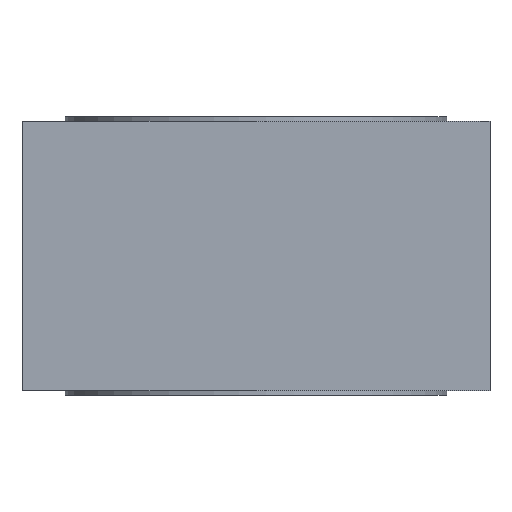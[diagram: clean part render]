
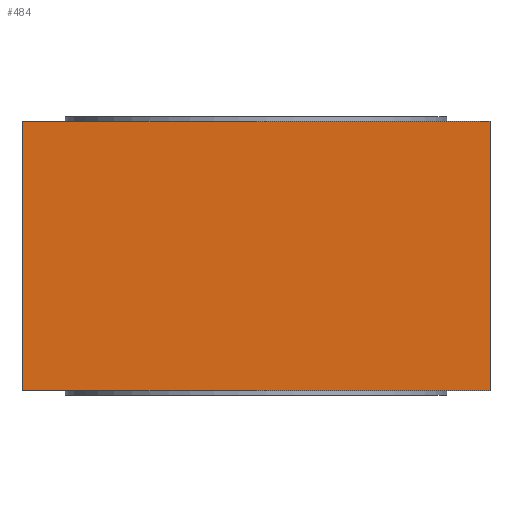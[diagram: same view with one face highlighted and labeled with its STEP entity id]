
A CAD part, front view. The second image highlights one B-rep face of the part: STEP entity #484.
In plain terms, the highlighted free-form (B-spline) face has degree [1, 1] with [2, 2] control points.
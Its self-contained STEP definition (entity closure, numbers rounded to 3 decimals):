
#399 = VERTEX_POINT('',#400);
#400 = CARTESIAN_POINT('',(11.434,-11.434,6.575
    ));
#405 = EDGE_CURVE('',#406,#399,#408,.T.);
#406 = VERTEX_POINT('',#407);
#407 = CARTESIAN_POINT('',(11.434,-11.434,
    -6.575));
#408 = B_SPLINE_CURVE_WITH_KNOTS('',1,(#409,#410),.UNSPECIFIED.,.F.,.F.,
  (2,2),(0.,11.5),.PIECEWISE_BEZIER_KNOTS.);
#409 = CARTESIAN_POINT('',(11.434,-11.434,
    -6.575));
#410 = CARTESIAN_POINT('',(11.434,-11.434,6.575
    ));
#447 = VERTEX_POINT('',#448);
#448 = CARTESIAN_POINT('',(-11.434,-11.434,-6.575
    ));
#453 = EDGE_CURVE('',#447,#454,#456,.T.);
#454 = VERTEX_POINT('',#455);
#455 = CARTESIAN_POINT('',(-11.434,-11.434,6.575)
  );
#456 = B_SPLINE_CURVE_WITH_KNOTS('',1,(#457,#458),.UNSPECIFIED.,.F.,.F.,
  (2,2),(0.,11.5),.PIECEWISE_BEZIER_KNOTS.);
#457 = CARTESIAN_POINT('',(-11.434,-11.434,-6.575
    ));
#458 = CARTESIAN_POINT('',(-11.434,-11.434,6.575)
  );
#484 = ADVANCED_FACE('',(#485),#499,.F.);
#485 = FACE_BOUND('',#486,.T.);
#486 = EDGE_LOOP('',(#487,#492,#493,#498));
#487 = ORIENTED_EDGE('',*,*,#488,.T.);
#488 = EDGE_CURVE('',#399,#454,#489,.T.);
#489 = B_SPLINE_CURVE_WITH_KNOTS('',1,(#490,#491),.UNSPECIFIED.,.F.,.F.,
  (2,2),(-10.,10.),.PIECEWISE_BEZIER_KNOTS.);
#490 = CARTESIAN_POINT('',(11.434,-11.434,6.575
    ));
#491 = CARTESIAN_POINT('',(-11.434,-11.434,6.575)
  );
#492 = ORIENTED_EDGE('',*,*,#453,.F.);
#493 = ORIENTED_EDGE('',*,*,#494,.F.);
#494 = EDGE_CURVE('',#406,#447,#495,.T.);
#495 = B_SPLINE_CURVE_WITH_KNOTS('',1,(#496,#497),.UNSPECIFIED.,.F.,.F.,
  (2,2),(-10.,10.),.PIECEWISE_BEZIER_KNOTS.);
#496 = CARTESIAN_POINT('',(11.434,-11.434,
    -6.575));
#497 = CARTESIAN_POINT('',(-11.434,-11.434,-6.575
    ));
#498 = ORIENTED_EDGE('',*,*,#405,.T.);
#499 = B_SPLINE_SURFACE_WITH_KNOTS('',1,1,(
    (#500,#501)
    ,(#502,#503
    )),.UNSPECIFIED.,.F.,.F.,.F.,(2,2),(2,2),(0.,11.5),(-10.,10.),
  .PIECEWISE_BEZIER_KNOTS.);
#500 = CARTESIAN_POINT('',(-11.434,-11.434,-6.575
    ));
#501 = CARTESIAN_POINT('',(11.434,-11.434,
    -6.575));
#502 = CARTESIAN_POINT('',(-11.434,-11.434,6.575)
  );
#503 = CARTESIAN_POINT('',(11.434,-11.434,6.575
    ));
